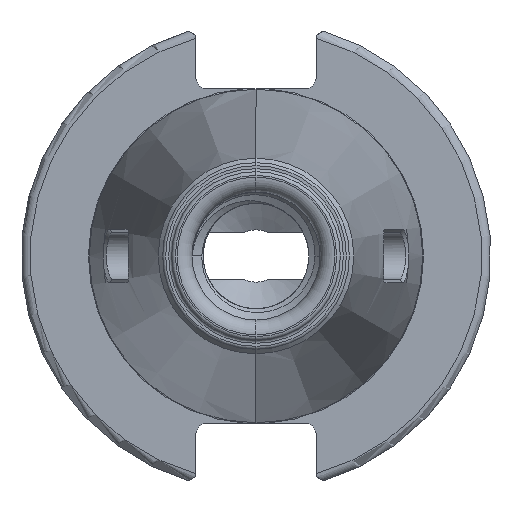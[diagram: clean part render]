
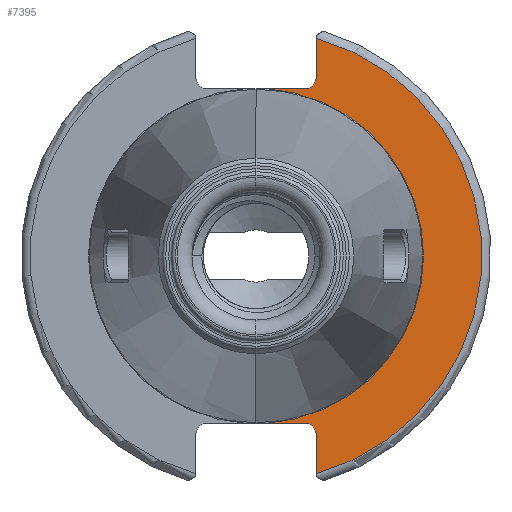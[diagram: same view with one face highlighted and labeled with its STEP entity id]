
A CAD part, left-side view. The second image highlights one B-rep face of the part: STEP entity #7395.
In plain terms, the highlighted planar face has unit normal (-1, 0, 0).
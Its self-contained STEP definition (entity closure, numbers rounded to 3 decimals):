
#1063 = CARTESIAN_POINT ( 'NONE',  ( -5., -8.075, 29.1 ) ) ;
#1065 = CARTESIAN_POINT ( 'NONE',  ( -5., -6.475, -22.35 ) ) ;
#1071 = CARTESIAN_POINT ( 'NONE',  ( -5., -8.075, -29.1 ) ) ;
#1079 = CARTESIAN_POINT ( 'NONE',  ( -5., -8.075, 23.95 ) ) ;
#1096 = CARTESIAN_POINT ( 'NONE',  ( -5., -8.075, -23.95 ) ) ;
#1098 = CARTESIAN_POINT ( 'NONE',  ( -5., -6.475, 22.35 ) ) ;
#1648 = CARTESIAN_POINT ( 'NONE',  ( -5., 0., 0. ) ) ;
#1649 = DIRECTION ( 'NONE',  ( -1., 0., 0. ) ) ;
#1650 = DIRECTION ( 'NONE',  ( 0., 0., 1. ) ) ;
#1706 = PLANE ( 'NONE',  #2758 ) ;
#1707 = CARTESIAN_POINT ( 'NONE',  ( -5., 22.398, 0. ) ) ;
#1708 = DIRECTION ( 'NONE',  ( 1., 0., 0. ) ) ;
#1709 = DIRECTION ( 'NONE',  ( 0., 0., -1. ) ) ;
#2284 = CIRCLE ( 'NONE', #2755, 22.398 ) ;
#2753 = FACE_OUTER_BOUND ( 'NONE', #3889, .T. ) ;
#2755 = AXIS2_PLACEMENT_3D ( 'NONE', #1648, #1649, #1650 ) ;
#2758 = AXIS2_PLACEMENT_3D ( 'NONE', #1707, #1708, #1709 ) ;
#3594 = LINE ( 'NONE', #3595, #7484 ) ;
#3595 = CARTESIAN_POINT ( 'NONE',  ( -5., 22.398, 22.35 ) ) ;
#3596 = DIRECTION ( 'NONE',  ( 0., -1., 0. ) ) ;
#3759 = ORIENTED_EDGE ( 'NONE', *, *, #7262, .F. ) ;
#3800 = ORIENTED_EDGE ( 'NONE', *, *, #7263, .T. ) ;
#3807 = VERTEX_POINT ( 'NONE', #6918 ) ;
#3813 = ORIENTED_EDGE ( 'NONE', *, *, #7261, .T. ) ;
#3839 = VERTEX_POINT ( 'NONE', #6949 ) ;
#3889 = EDGE_LOOP ( 'NONE', ( #3759, #3813, #3800, #8149, #8154, #8152, #8140, #8124 ) ) ;
#4145 = CARTESIAN_POINT ( 'NONE',  ( -5., -6.475, -23.95 ) ) ;
#4146 = DIRECTION ( 'NONE',  ( 1., 0., 0. ) ) ;
#4147 = DIRECTION ( 'NONE',  ( 0., 0., -1. ) ) ;
#4148 = CARTESIAN_POINT ( 'NONE',  ( -5., 0., 0. ) ) ;
#4149 = LINE ( 'NONE', #4150, #7477 ) ;
#4150 = CARTESIAN_POINT ( 'NONE',  ( -5., 22.398, -22.35 ) ) ;
#4151 = DIRECTION ( 'NONE',  ( 0., 1., 0. ) ) ;
#4152 = LINE ( 'NONE', #4153, #7478 ) ;
#4153 = CARTESIAN_POINT ( 'NONE',  ( -5., -8.075, 0. ) ) ;
#4154 = DIRECTION ( 'NONE',  ( 0., 0., -1. ) ) ;
#4155 = DIRECTION ( 'NONE',  ( -1., 0., 0. ) ) ;
#4156 = DIRECTION ( 'NONE',  ( 0., 0., 1. ) ) ;
#4157 = CARTESIAN_POINT ( 'NONE',  ( -5., -6.475, 23.95 ) ) ;
#4158 = LINE ( 'NONE', #4159, #7480 ) ;
#4159 = CARTESIAN_POINT ( 'NONE',  ( -5., -8.075, 0. ) ) ;
#4160 = DIRECTION ( 'NONE',  ( 0., 0., 1. ) ) ;
#4161 = DIRECTION ( 'NONE',  ( 1., 0., 0. ) ) ;
#4162 = DIRECTION ( 'NONE',  ( 0., 0., -1. ) ) ;
#5738 = CIRCLE ( 'NONE', #7475, 1.6 ) ;
#5739 = CIRCLE ( 'NONE', #7476, 30.2 ) ;
#5740 = CIRCLE ( 'NONE', #7462, 1.6 ) ;
#6918 = CARTESIAN_POINT ( 'NONE',  ( -5., -1.464, 22.35 ) ) ;
#6949 = CARTESIAN_POINT ( 'NONE',  ( -5., -1.464, -22.35 ) ) ;
#7261 = EDGE_CURVE ( 'NONE', #8228, #8302, #5738, .T. ) ;
#7262 = EDGE_CURVE ( 'NONE', #8228, #3839, #4149, .T. ) ;
#7263 = EDGE_CURVE ( 'NONE', #8302, #8241, #4152, .T. ) ;
#7264 = EDGE_CURVE ( 'NONE', #8241, #8225, #5739, .T. ) ;
#7265 = EDGE_CURVE ( 'NONE', #8250, #8225, #4158, .T. ) ;
#7266 = EDGE_CURVE ( 'NONE', #8250, #8304, #5740, .T. ) ;
#7267 = EDGE_CURVE ( 'NONE', #3807, #8304, #3594, .T. ) ;
#7386 = EDGE_CURVE ( 'NONE', #3839, #3807, #2284, .T. ) ;
#7395 = ADVANCED_FACE ( 'NONE', ( #2753 ), #1706, .F. ) ;
#7462 = AXIS2_PLACEMENT_3D ( 'NONE', #4157, #4161, #4162 ) ;
#7475 = AXIS2_PLACEMENT_3D ( 'NONE', #4145, #4146, #4147 ) ;
#7476 = AXIS2_PLACEMENT_3D ( 'NONE', #4148, #4155, #4156 ) ;
#7477 = VECTOR ( 'NONE', #4151, 1000. ) ;
#7478 = VECTOR ( 'NONE', #4154, 1000. ) ;
#7480 = VECTOR ( 'NONE', #4160, 1000. ) ;
#7484 = VECTOR ( 'NONE', #3596, 1000. ) ;
#8124 = ORIENTED_EDGE ( 'NONE', *, *, #7386, .F. ) ;
#8140 = ORIENTED_EDGE ( 'NONE', *, *, #7267, .F. ) ;
#8149 = ORIENTED_EDGE ( 'NONE', *, *, #7264, .T. ) ;
#8152 = ORIENTED_EDGE ( 'NONE', *, *, #7266, .T. ) ;
#8154 = ORIENTED_EDGE ( 'NONE', *, *, #7265, .F. ) ;
#8225 = VERTEX_POINT ( 'NONE', #1063 ) ;
#8228 = VERTEX_POINT ( 'NONE', #1065 ) ;
#8241 = VERTEX_POINT ( 'NONE', #1071 ) ;
#8250 = VERTEX_POINT ( 'NONE', #1079 ) ;
#8302 = VERTEX_POINT ( 'NONE', #1096 ) ;
#8304 = VERTEX_POINT ( 'NONE', #1098 ) ;
